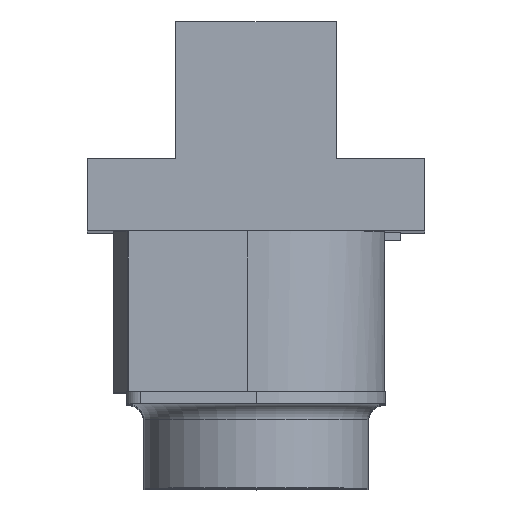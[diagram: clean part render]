
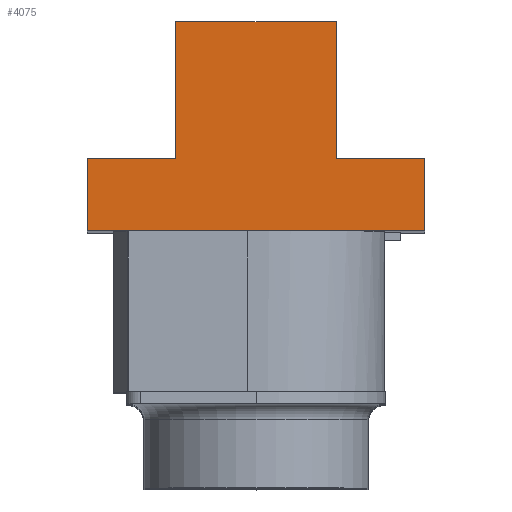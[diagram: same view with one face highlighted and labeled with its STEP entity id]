
A CAD part, top view. The second image highlights one B-rep face of the part: STEP entity #4075.
In plain terms, the highlighted face is planar.
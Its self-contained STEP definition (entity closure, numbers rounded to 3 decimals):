
#817=ORIENTED_EDGE('',*,*,#1705,.T.);
#818=ORIENTED_EDGE('',*,*,#1735,.T.);
#819=ORIENTED_EDGE('',*,*,#1736,.T.);
#820=ORIENTED_EDGE('',*,*,#1737,.T.);
#821=ORIENTED_EDGE('',*,*,#1701,.T.);
#822=ORIENTED_EDGE('',*,*,#1738,.T.);
#823=ORIENTED_EDGE('',*,*,#1551,.F.);
#824=ORIENTED_EDGE('',*,*,#1739,.F.);
#1551=EDGE_CURVE('',#2067,#2064,#2434,.T.);
#1701=EDGE_CURVE('',#2186,#2187,#2582,.T.);
#1705=EDGE_CURVE('',#2189,#2188,#2586,.T.);
#1735=EDGE_CURVE('',#2188,#2204,#2613,.T.);
#1736=EDGE_CURVE('',#2204,#2205,#2614,.T.);
#1737=EDGE_CURVE('',#2205,#2186,#2615,.T.);
#1738=EDGE_CURVE('',#2187,#2064,#2616,.T.);
#1739=EDGE_CURVE('',#2189,#2067,#2617,.T.);
#2064=VERTEX_POINT('',#7162);
#2067=VERTEX_POINT('',#7167);
#2186=VERTEX_POINT('',#7469);
#2187=VERTEX_POINT('',#7470);
#2188=VERTEX_POINT('',#7475);
#2189=VERTEX_POINT('',#7477);
#2204=VERTEX_POINT('',#7529);
#2205=VERTEX_POINT('',#7531);
#2434=LINE('',#7168,#2907);
#2582=LINE('',#7468,#3055);
#2586=LINE('',#7476,#3059);
#2613=LINE('',#7528,#3086);
#2614=LINE('',#7530,#3087);
#2615=LINE('',#7532,#3088);
#2616=LINE('',#7533,#3089);
#2617=LINE('',#7534,#3090);
#2907=VECTOR('',#6008,1000.);
#3055=VECTOR('',#6224,1000.);
#3059=VECTOR('',#6230,1000.);
#3086=VECTOR('',#6277,1000.);
#3087=VECTOR('',#6278,1000.);
#3088=VECTOR('',#6279,1000.);
#3089=VECTOR('',#6280,1000.);
#3090=VECTOR('',#6281,1000.);
#3395=EDGE_LOOP('',(#817,#818,#819,#820,#821,#822,#823,#824));
#3659=FACE_BOUND('',#3395,.T.);
#3865=PLANE('',#5453);
#4075=ADVANCED_FACE('',(#3659),#3865,.F.);
#5453=AXIS2_PLACEMENT_3D('',#7527,#6275,#6276);
#6008=DIRECTION('',(0.,0.,-1.));
#6224=DIRECTION('',(0.,0.,-1.));
#6230=DIRECTION('',(0.,0.,-1.));
#6275=DIRECTION('',(-1.,0.,0.));
#6276=DIRECTION('',(0.,0.,1.));
#6277=DIRECTION('',(0.,-1.,0.));
#6278=DIRECTION('',(0.,0.,-1.));
#6279=DIRECTION('',(0.,1.,0.));
#6280=DIRECTION('',(0.,1.,0.));
#6281=DIRECTION('',(0.,1.,0.));
#7162=CARTESIAN_POINT('',(75.,4.,0.));
#7167=CARTESIAN_POINT('',(75.,4.,42.));
#7168=CARTESIAN_POINT('',(75.,4.,42.));
#7468=CARTESIAN_POINT('',(75.,-5.,42.));
#7469=CARTESIAN_POINT('',(75.,-5.,11.));
#7470=CARTESIAN_POINT('',(75.,-5.,0.));
#7475=CARTESIAN_POINT('',(75.,-5.,31.));
#7476=CARTESIAN_POINT('',(75.,-5.,42.));
#7477=CARTESIAN_POINT('',(75.,-5.,42.));
#7527=CARTESIAN_POINT('',(75.,-5.,42.));
#7528=CARTESIAN_POINT('',(75.,-5.,31.));
#7529=CARTESIAN_POINT('',(75.,-22.,31.));
#7530=CARTESIAN_POINT('',(75.,-22.,31.));
#7531=CARTESIAN_POINT('',(75.,-22.,11.));
#7532=CARTESIAN_POINT('',(75.,-22.,11.));
#7533=CARTESIAN_POINT('',(75.,-5.,0.));
#7534=CARTESIAN_POINT('',(75.,-5.,42.));
